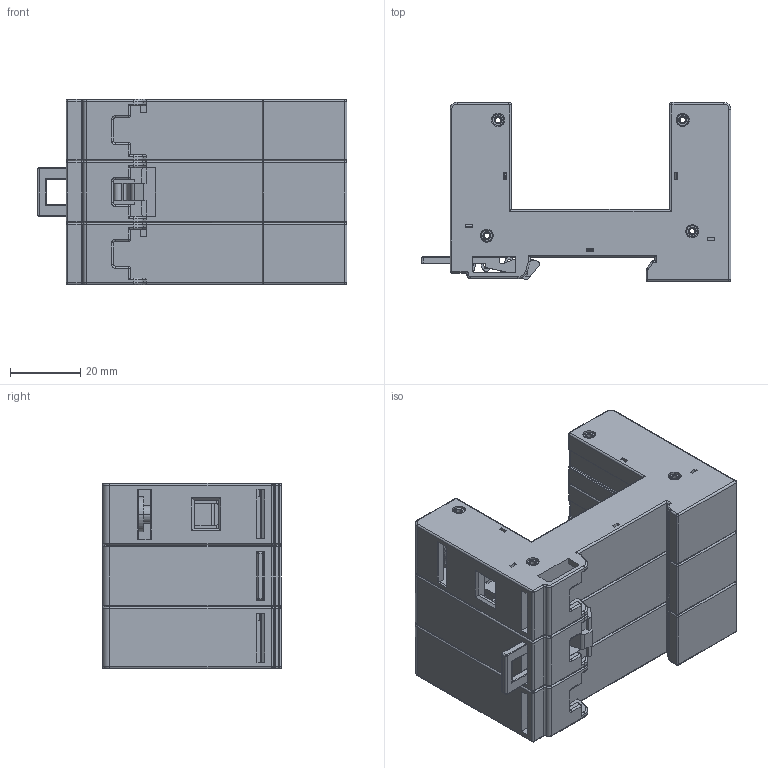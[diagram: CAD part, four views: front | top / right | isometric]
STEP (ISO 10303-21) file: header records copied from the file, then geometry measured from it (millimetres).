
FILE_DESCRIPTION((''),'2;1');
FILE_NAME('510745000_ASM','2019-09-06T12:30:40',('Sebastjan.kamensek'),('Audax d.o.o.'),'CREO PARAMETRIC BY PTC INC, 2017260','CREO PARAMETRIC BY PTC INC, 2017260','');
FILE_SCHEMA(('AP242_MANAGED_MODEL_BASED_3D_ENGINEERING_MIM_LF { 1 0 10303 442 1 1 4 }'));
Products named in the file (13): 510738104; 322429110; 501000132; 510737102_ASM; 510738106; 510738107; 510738102; 510737104_ASM; 510737106_DEF; 322305112; 510745100_ASM; 122053202; 510745000_ASM
Assembly tree (23 placements, depth 4):
  510745000_ASM
    510745100_ASM
      510738104  x2
      510737102_ASM  x3
        322429110
        501000132
      510738106
      510738107  x2
      510738102
      510737104_ASM
        322429110
        501000132
      510737106_DEF  x4
      322305112
    122053202  x3
Bounding box: 88.2 x 51 x 52.8 mm (x, y, z)
Volume: 60463.1 mm3; surface area: 99203.2 mm2
Topology: 22 solids, 22 shells, 4530 faces, 11869 edges, 7535 vertices
Faces by surface type: plane 3163, cylinder 993, torus 134, cone 97, bspline 93, sphere 50
Entity records: 106637 total; most frequent: CARTESIAN_POINT 16773, ORIENTED_EDGE 14196, DIRECTION 13613, PRESENTATION_STYLE_ASSIGNMENT 7127, STYLED_ITEM 7127, CURVE_STYLE 7098, EDGE_CURVE 7098, VECTOR 5587
